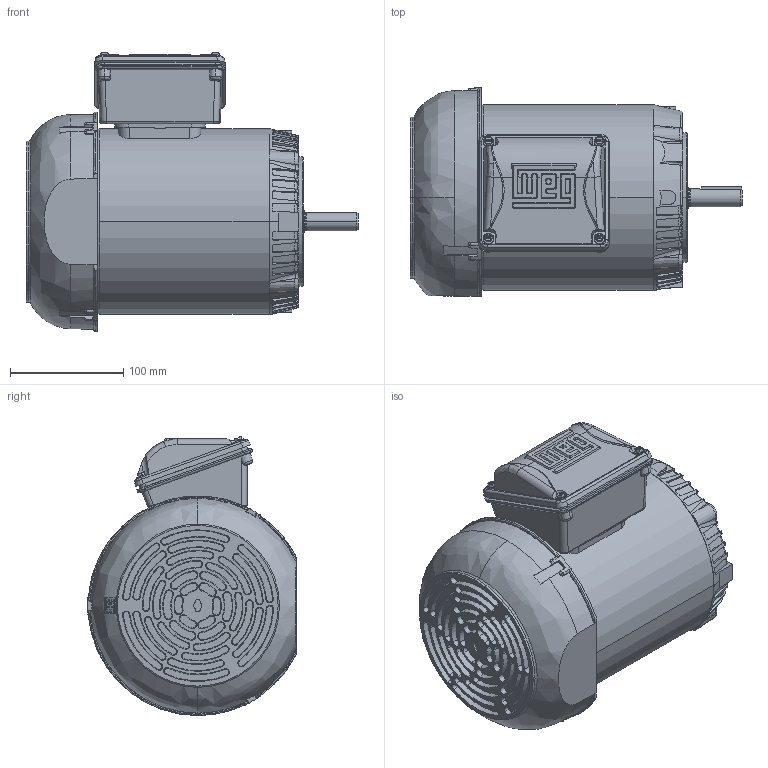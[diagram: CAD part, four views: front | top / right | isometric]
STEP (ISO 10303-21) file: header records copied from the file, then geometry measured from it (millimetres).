
FILE_DESCRIPTION (( 'STEP AP214' ), '1' );
FILE_NAME ('56C_3PH_TEFC_GP_11535_FL fxt.STEP', '2022-10-05T17:56:48', ( '' ), ( '' ), 'SwSTEP 2.0', 'SolidWorks 2021', '' );
FILE_SCHEMA (( 'AUTOMOTIVE_DESIGN' ));
Length unit declared in the file: inch
Products named in the file (1): 56C_3PH_TEFC_GP_11535_FL fxt
Bounding box: 293.1 x 184.17 x 246.39 mm (x, y, z)
Volume: 5833995.8 mm3; surface area: 380052.2 mm2
Topology: 13 solids, 29 shells, 1283 faces, 3353 edges, 2177 vertices
Faces by surface type: plane 471, cone 324, cylinder 275, bspline 213
Entity records: 48237 total; most frequent: CARTESIAN_POINT 19308, ORIENTED_EDGE 6672, DIRECTION 5142, EDGE_CURVE 3336, VERTEX_POINT 2177, AXIS2_PLACEMENT_3D 1957, EDGE_LOOP 1349, FACE_OUTER_BOUND 1283
